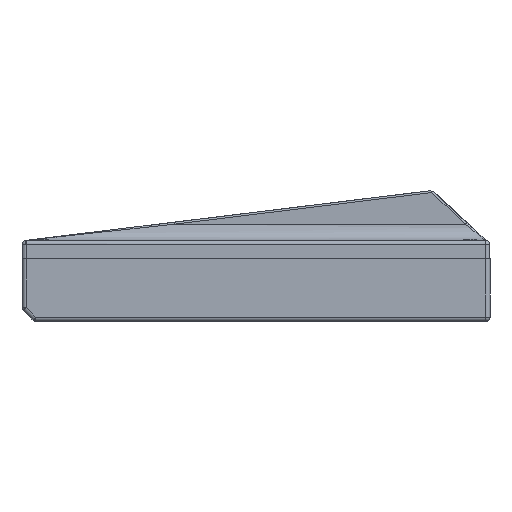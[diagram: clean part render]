
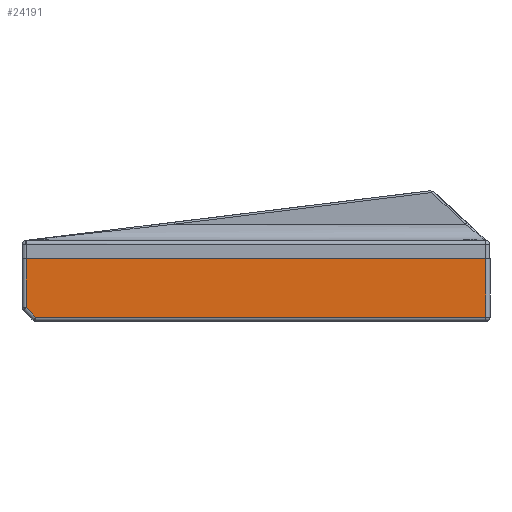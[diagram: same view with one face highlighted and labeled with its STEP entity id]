
A CAD part, left-side view. The second image highlights one B-rep face of the part: STEP entity #24191.
In plain terms, the highlighted planar face has unit normal (-1, 0, 0).
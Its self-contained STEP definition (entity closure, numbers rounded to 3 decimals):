
#1034=PLANE('',#25501);
#2270=FACE_OUTER_BOUND('',#3631,.T.);
#3631=EDGE_LOOP('',(#18841,#18842,#18843,#18844,#18845));
#6059=LINE('',#38869,#8202);
#6060=LINE('',#38871,#8203);
#6278=LINE('',#41221,#8421);
#6279=LINE('',#41224,#8422);
#6280=LINE('',#41225,#8423);
#8202=VECTOR('',#28465,10.);
#8203=VECTOR('',#28468,10.);
#8421=VECTOR('',#28902,10.);
#8422=VECTOR('',#28905,10.);
#8423=VECTOR('',#28906,10.);
#10440=VERTEX_POINT('',#37952);
#10615=VERTEX_POINT('',#38863);
#10616=VERTEX_POINT('',#38867);
#10822=VERTEX_POINT('',#41219);
#10823=VERTEX_POINT('',#41223);
#13396=EDGE_CURVE('',#10440,#10616,#6059,.T.);
#13397=EDGE_CURVE('',#10615,#10440,#6060,.T.);
#13785=EDGE_CURVE('',#10822,#10615,#6278,.T.);
#13786=EDGE_CURVE('',#10822,#10823,#6279,.T.);
#13787=EDGE_CURVE('',#10616,#10823,#6280,.T.);
#18841=ORIENTED_EDGE('',*,*,#13397,.F.);
#18842=ORIENTED_EDGE('',*,*,#13785,.F.);
#18843=ORIENTED_EDGE('',*,*,#13786,.T.);
#18844=ORIENTED_EDGE('',*,*,#13787,.F.);
#18845=ORIENTED_EDGE('',*,*,#13396,.F.);
#24191=ADVANCED_FACE('',(#2270),#1034,.T.);
#25501=AXIS2_PLACEMENT_3D('',#41222,#28903,#28904);
#28465=DIRECTION('',(0.,0.707,0.707));
#28468=DIRECTION('',(0.,1.,0.));
#28902=DIRECTION('',(0.,0.,-1.));
#28903=DIRECTION('center_axis',(-1.,0.,0.));
#28904=DIRECTION('ref_axis',(0.,1.,0.));
#28905=DIRECTION('',(0.,1.,0.));
#28906=DIRECTION('',(0.,0.,1.));
#37952=CARTESIAN_POINT('',(-148.125,87.036,-89.175));
#38863=CARTESIAN_POINT('',(-148.125,-24.3,-89.175));
#38867=CARTESIAN_POINT('',(-148.125,89.45,-86.761));
#38869=CARTESIAN_POINT('',(-148.125,61.055,-115.155));
#38871=CARTESIAN_POINT('',(-148.125,3.637,-89.175));
#41219=CARTESIAN_POINT('',(-148.125,-24.3,-74.675));
#41221=CARTESIAN_POINT('',(-148.125,-24.3,-83.175));
#41222=CARTESIAN_POINT('Origin',(-148.125,-25.3,-83.175));
#41223=CARTESIAN_POINT('',(-148.125,89.45,-74.675));
#41224=CARTESIAN_POINT('',(-148.125,3.637,-74.675));
#41225=CARTESIAN_POINT('',(-148.125,89.45,-83.175));
